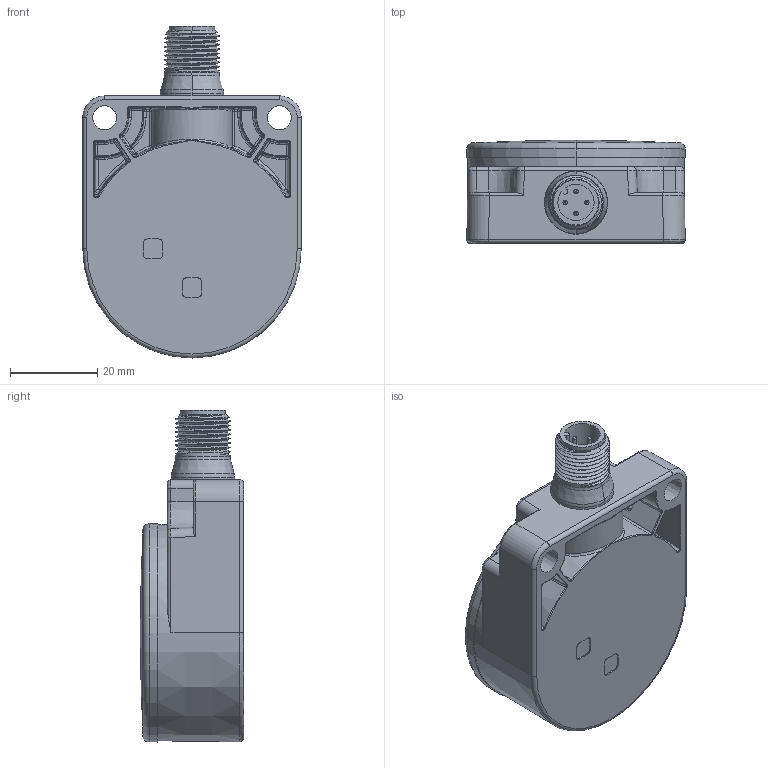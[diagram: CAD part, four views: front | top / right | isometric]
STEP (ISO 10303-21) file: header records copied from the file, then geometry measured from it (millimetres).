
FILE_DESCRIPTION((''),'2;1');
FILE_NAME('219960_SW0001','2020-12-29T14:03:47',('jeshelman'),('BANNER ENGINEERING CORP.'),'CREO PARAMETRIC BY PTC INC, 2019292','CREO PARAMETRIC BY PTC INC, 2019292','');
FILE_SCHEMA(('CONFIG_CONTROL_DESIGN','SHAPE_APPEARANCE_LAYERS_GROUPS'));
Length unit declared in the file: millimetre
Products named in the file (1): 219960_SW0001
Bounding box: 50 x 23.6 x 76 mm (x, y, z)
Volume: 54858.7 mm3; surface area: 13244.6 mm2
Topology: 1 solids, 1 shells, 610 faces, 1549 edges, 966 vertices
Faces by surface type: cylinder 263, plane 186, bspline 70, torus 35, cone 28, sphere 26, extrusion 2
Entity records: 28588 total; most frequent: CARTESIAN_POINT 9839, ORIENTED_EDGE 3094, DIRECTION 3078, EDGE_CURVE 1547, AXIS2_PLACEMENT_3D 1164, VERTEX_POINT 966, VECTOR 750, LINE 748
